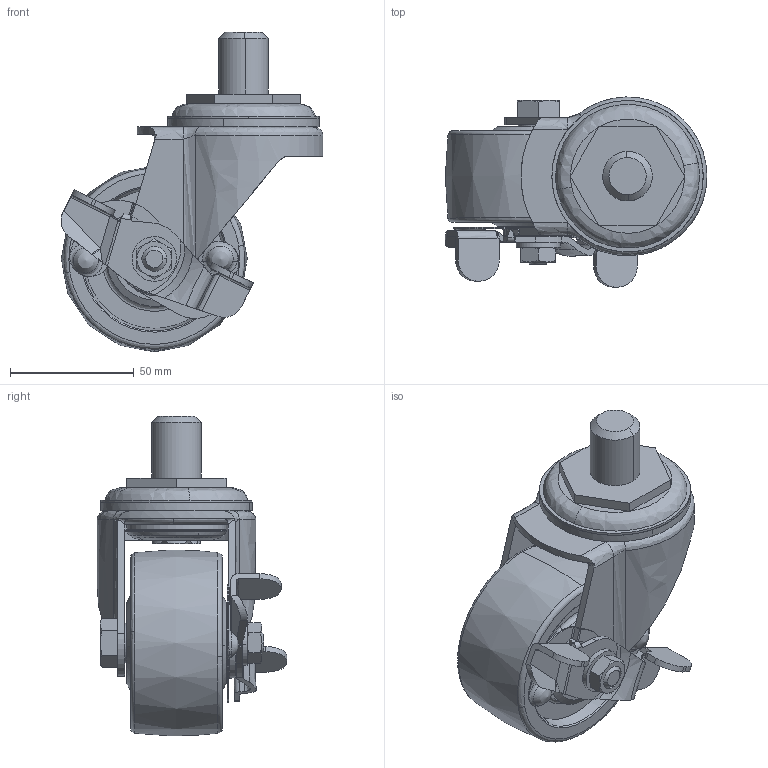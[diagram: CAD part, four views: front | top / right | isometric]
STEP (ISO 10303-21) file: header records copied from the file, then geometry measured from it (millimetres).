
FILE_DESCRIPTION((''),'2;1');
FILE_NAME('','2009-03-19T14:50:46',(''),(''),'','CADfix','');
FILE_SCHEMA(('AUTOMOTIVE_DESIGN { 1 0 10303 214 1 1 1 1 }'));
Length unit declared in the file: millimetre
Bounding box: 105.58 x 76.56 x 128.99 mm (x, y, z)
Volume: 236665 mm3; surface area: 62446.5 mm2
Topology: 6 solids, 6 shells, 360 faces, 1059 edges, 731 vertices
Faces by surface type: bspline 360
Entity records: 16052 total; most frequent: CARTESIAN_POINT 10263, ORIENTED_EDGE 2116, EDGE_CURVE 1058, VERTEX_POINT 731, EDGE_LOOP 393, FACE_OUTER_BOUND 360, ADVANCED_FACE 360, QUASI_UNIFORM_CURVE 345
